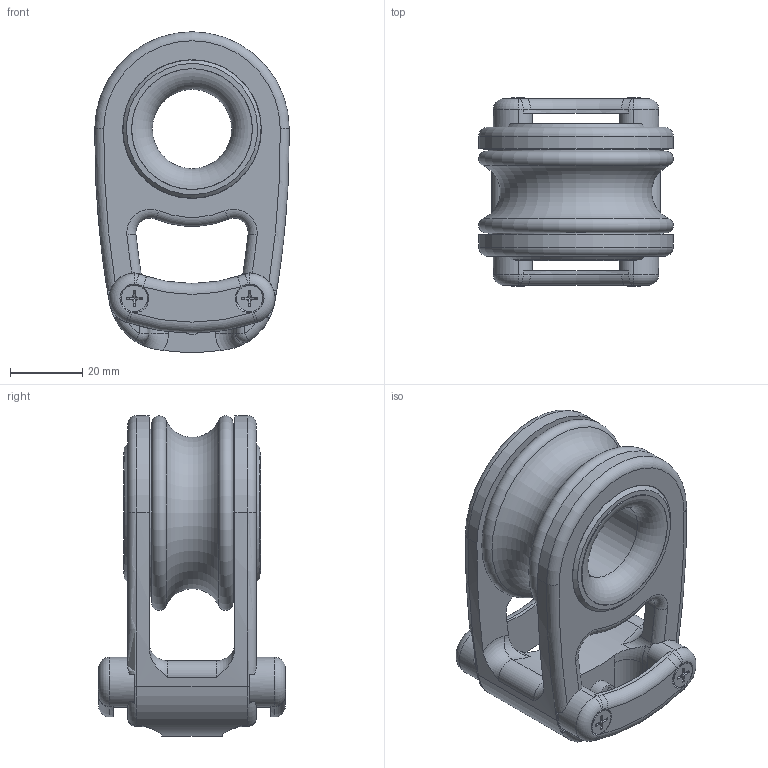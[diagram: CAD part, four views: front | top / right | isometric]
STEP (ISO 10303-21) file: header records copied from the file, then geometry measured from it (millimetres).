
FILE_DESCRIPTION(/* description */ (''),/* implementation_level */ '2;1');
FILE_NAME(/* name */ 'LL054.stp',/* time_stamp */ '2018-12-17T11:25:49+01:00',/* author */ ('francesca'),/* organization */ (''),/* preprocessor_version */ 'ST-DEVELOPER v16.5',/* originating_system */ 'Autodesk Inventor 2017',/* authorisation */ '');
FILE_SCHEMA (('CONFIG_CONTROL_DESIGN'));
Length unit declared in the file: millimetre
Products named in the file (1): 18041608
Bounding box: 54 x 52.17 x 88.94 mm (x, y, z)
Volume: 88289 mm3; surface area: 28400.2 mm2
Topology: 1 solids, 1 shells, 346 faces, 914 edges, 581 vertices
Faces by surface type: cylinder 118, plane 89, torus 81, cone 50, bspline 4, sphere 4
Full cylindrical faces by diameter (mm): 3.132 x4, 4.2 x4, 7 x1, 7.3 x4, 22 x1, 33.5 x2, 35 x1, 38.4 x1, 38.5 x1, 40.8 x1, 46.8 x2, 47.9 x2, 48 x2
Entity records: 11008 total; most frequent: CARTESIAN_POINT 2657, DIRECTION 1856, ORIENTED_EDGE 1678, EDGE_CURVE 839, AXIS2_PLACEMENT_3D 810, VERTEX_POINT 559, CIRCLE 435, EDGE_LOOP 422
